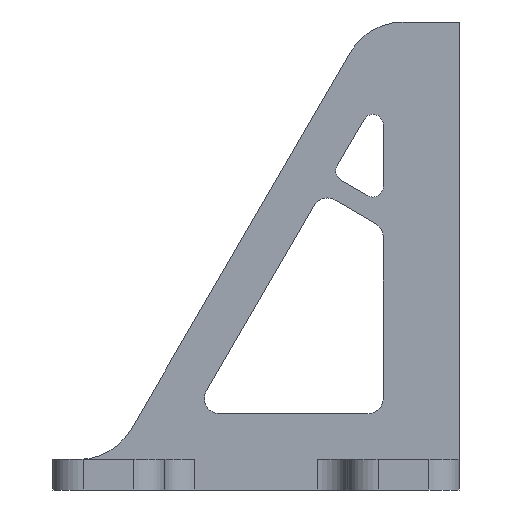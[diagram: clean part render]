
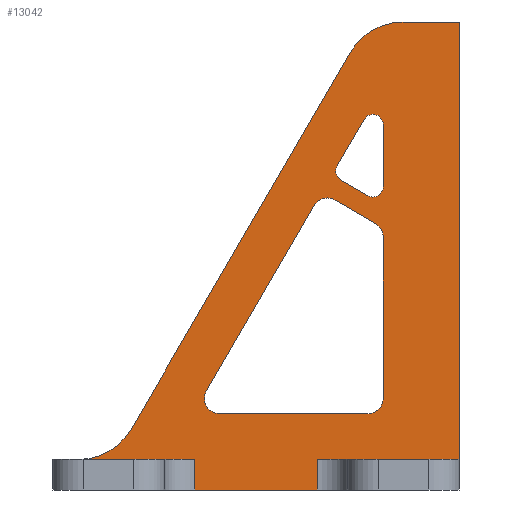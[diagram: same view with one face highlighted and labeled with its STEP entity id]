
A CAD part, front view. The second image highlights one B-rep face of the part: STEP entity #13042.
In plain terms, the highlighted planar face has unit normal (0, -1, 0).
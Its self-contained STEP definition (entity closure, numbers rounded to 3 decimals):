
#24=FACE_BOUND('',#1222,.T.);
#25=FACE_BOUND('',#1223,.T.);
#170=PLANE('',#13800);
#542=FACE_OUTER_BOUND('',#1221,.T.);
#1221=EDGE_LOOP('',(#8947,#8948,#8949,#8950,#8951,#8952,#8953,#8954,#8955,
#8956));
#1222=EDGE_LOOP('',(#8957,#8958,#8959,#8960,#8961,#8962,#8963,#8964));
#1223=EDGE_LOOP('',(#8965,#8966,#8967,#8968,#8969,#8970));
#1963=LINE('',#19008,#3315);
#1967=LINE('',#19020,#3319);
#1971=LINE('',#19037,#3323);
#1999=LINE('',#19128,#3351);
#2006=LINE('',#19146,#3358);
#2010=LINE('',#19155,#3362);
#2014=LINE('',#19161,#3366);
#2020=LINE('',#19179,#3372);
#2045=LINE('',#19269,#3397);
#2082=LINE('',#19385,#3434);
#2086=LINE('',#19397,#3438);
#2088=LINE('',#19405,#3440);
#2089=LINE('',#19409,#3441);
#2090=LINE('',#19411,#3442);
#2091=LINE('',#19412,#3443);
#3315=VECTOR('',#15009,10.);
#3319=VECTOR('',#15021,10.);
#3323=VECTOR('',#15039,10.);
#3351=VECTOR('',#15127,10.);
#3358=VECTOR('',#15142,10.);
#3362=VECTOR('',#15156,10.);
#3366=VECTOR('',#15164,10.);
#3372=VECTOR('',#15178,10.);
#3397=VECTOR('',#15251,10.);
#3434=VECTOR('',#15364,10.);
#3438=VECTOR('',#15376,10.);
#3440=VECTOR('',#15384,10.);
#3441=VECTOR('',#15387,10.);
#3442=VECTOR('',#15388,10.);
#3443=VECTOR('',#15389,10.);
#4664=CIRCLE('',#13675,1.5);
#4666=CIRCLE('',#13679,1.5);
#4667=CIRCLE('',#13682,1.5);
#4670=CIRCLE('',#13686,1.5);
#4685=CIRCLE('',#13715,1.);
#4688=CIRCLE('',#13720,1.);
#4690=CIRCLE('',#13724,1.);
#4737=CIRCLE('',#13801,6.);
#4738=CIRCLE('',#13802,6.);
#5317=VERTEX_POINT('',#18998);
#5318=VERTEX_POINT('',#19000);
#5320=VERTEX_POINT('',#19006);
#5322=VERTEX_POINT('',#19012);
#5324=VERTEX_POINT('',#19018);
#5325=VERTEX_POINT('',#19022);
#5329=VERTEX_POINT('',#19031);
#5330=VERTEX_POINT('',#19033);
#5359=VERTEX_POINT('',#19118);
#5360=VERTEX_POINT('',#19119);
#5363=VERTEX_POINT('',#19127);
#5367=VERTEX_POINT('',#19136);
#5368=VERTEX_POINT('',#19138);
#5370=VERTEX_POINT('',#19144);
#5377=VERTEX_POINT('',#19176);
#5378=VERTEX_POINT('',#19178);
#5419=VERTEX_POINT('',#19268);
#5460=VERTEX_POINT('',#19384);
#5464=VERTEX_POINT('',#19396);
#5466=VERTEX_POINT('',#19402);
#5467=VERTEX_POINT('',#19404);
#5468=VERTEX_POINT('',#19406);
#5469=VERTEX_POINT('',#19408);
#5470=VERTEX_POINT('',#19410);
#6653=EDGE_CURVE('',#5317,#5318,#4664,.T.);
#6657=EDGE_CURVE('',#5317,#5320,#1963,.T.);
#6660=EDGE_CURVE('',#5322,#5320,#4666,.T.);
#6663=EDGE_CURVE('',#5322,#5324,#1967,.T.);
#6664=EDGE_CURVE('',#5325,#5324,#4667,.T.);
#6669=EDGE_CURVE('',#5329,#5330,#4670,.T.);
#6671=EDGE_CURVE('',#5329,#5318,#1971,.T.);
#6711=EDGE_CURVE('',#5359,#5360,#4685,.T.);
#6715=EDGE_CURVE('',#5363,#5360,#1999,.T.);
#6720=EDGE_CURVE('',#5367,#5368,#4688,.T.);
#6724=EDGE_CURVE('',#5367,#5370,#2006,.T.);
#6726=EDGE_CURVE('',#5363,#5370,#4690,.T.);
#6730=EDGE_CURVE('',#5325,#5330,#2010,.T.);
#6734=EDGE_CURVE('',#5359,#5368,#2014,.T.);
#6742=EDGE_CURVE('',#5378,#5377,#2020,.T.);
#6787=EDGE_CURVE('',#5419,#5378,#2045,.T.);
#6845=EDGE_CURVE('',#5419,#5460,#2082,.T.);
#6851=EDGE_CURVE('',#5460,#5464,#2086,.T.);
#6854=EDGE_CURVE('',#5466,#5377,#4737,.T.);
#6855=EDGE_CURVE('',#5466,#5467,#2088,.T.);
#6856=EDGE_CURVE('',#5468,#5467,#4738,.T.);
#6857=EDGE_CURVE('',#5469,#5468,#2089,.T.);
#6858=EDGE_CURVE('',#5470,#5469,#2090,.T.);
#6859=EDGE_CURVE('',#5464,#5470,#2091,.T.);
#8947=ORIENTED_EDGE('',*,*,#6851,.F.);
#8948=ORIENTED_EDGE('',*,*,#6845,.F.);
#8949=ORIENTED_EDGE('',*,*,#6787,.T.);
#8950=ORIENTED_EDGE('',*,*,#6742,.T.);
#8951=ORIENTED_EDGE('',*,*,#6854,.F.);
#8952=ORIENTED_EDGE('',*,*,#6855,.T.);
#8953=ORIENTED_EDGE('',*,*,#6856,.F.);
#8954=ORIENTED_EDGE('',*,*,#6857,.F.);
#8955=ORIENTED_EDGE('',*,*,#6858,.F.);
#8956=ORIENTED_EDGE('',*,*,#6859,.F.);
#8957=ORIENTED_EDGE('',*,*,#6671,.T.);
#8958=ORIENTED_EDGE('',*,*,#6653,.F.);
#8959=ORIENTED_EDGE('',*,*,#6657,.T.);
#8960=ORIENTED_EDGE('',*,*,#6660,.F.);
#8961=ORIENTED_EDGE('',*,*,#6663,.T.);
#8962=ORIENTED_EDGE('',*,*,#6664,.F.);
#8963=ORIENTED_EDGE('',*,*,#6730,.T.);
#8964=ORIENTED_EDGE('',*,*,#6669,.F.);
#8965=ORIENTED_EDGE('',*,*,#6734,.T.);
#8966=ORIENTED_EDGE('',*,*,#6720,.F.);
#8967=ORIENTED_EDGE('',*,*,#6724,.T.);
#8968=ORIENTED_EDGE('',*,*,#6726,.F.);
#8969=ORIENTED_EDGE('',*,*,#6715,.T.);
#8970=ORIENTED_EDGE('',*,*,#6711,.F.);
#13042=ADVANCED_FACE('',(#542,#24,#25),#170,.T.);
#13675=AXIS2_PLACEMENT_3D('',#19001,#15002,#15003);
#13679=AXIS2_PLACEMENT_3D('',#19014,#15015,#15016);
#13682=AXIS2_PLACEMENT_3D('',#19023,#15024,#15025);
#13686=AXIS2_PLACEMENT_3D('',#19034,#15034,#15035);
#13715=AXIS2_PLACEMENT_3D('',#19120,#15119,#15120);
#13720=AXIS2_PLACEMENT_3D('',#19139,#15135,#15136);
#13724=AXIS2_PLACEMENT_3D('',#19149,#15147,#15148);
#13800=AXIS2_PLACEMENT_3D('',#19401,#15380,#15381);
#13801=AXIS2_PLACEMENT_3D('',#19403,#15382,#15383);
#13802=AXIS2_PLACEMENT_3D('',#19407,#15385,#15386);
#15002=DIRECTION('center_axis',(0.,-1.,0.));
#15003=DIRECTION('ref_axis',(0.707,0.,-0.707));
#15009=DIRECTION('',(-1.,0.,0.));
#15015=DIRECTION('center_axis',(0.,-1.,0.));
#15016=DIRECTION('ref_axis',(-0.867,0.,-0.499));
#15021=DIRECTION('',(0.503,0.,0.865));
#15024=DIRECTION('center_axis',(0.,-1.,0.));
#15025=DIRECTION('ref_axis',(-0.256,0.,0.967));
#15034=DIRECTION('center_axis',(0.,-1.,0.));
#15035=DIRECTION('ref_axis',(0.867,0.,0.499));
#15039=DIRECTION('',(0.,0.,-1.));
#15119=DIRECTION('center_axis',(0.,-1.,0.));
#15120=DIRECTION('ref_axis',(0.26,0.,0.966));
#15127=DIRECTION('',(0.503,0.,0.865));
#15135=DIRECTION('center_axis',(0.,-1.,0.));
#15136=DIRECTION('ref_axis',(0.499,0.,-0.867));
#15142=DIRECTION('',(-0.865,0.,0.503));
#15147=DIRECTION('center_axis',(0.,-1.,0.));
#15148=DIRECTION('ref_axis',(-0.967,0.,-0.256));
#15156=DIRECTION('',(0.865,0.,-0.503));
#15164=DIRECTION('',(0.,0.,-1.));
#15178=DIRECTION('',(-1.,0.,0.));
#15251=DIRECTION('',(0.,0.,1.));
#15364=DIRECTION('',(-1.,0.,0.));
#15376=DIRECTION('',(0.,0.,-1.));
#15380=DIRECTION('center_axis',(0.,-1.,0.));
#15381=DIRECTION('ref_axis',(0.,0.,-1.));
#15382=DIRECTION('center_axis',(0.,1.,0.));
#15383=DIRECTION('ref_axis',(-0.499,0.,0.867));
#15384=DIRECTION('',(-0.503,0.,-0.865));
#15385=DIRECTION('center_axis',(0.,-1.,0.));
#15386=DIRECTION('ref_axis',(0.499,0.,-0.867));
#15387=DIRECTION('',(-1.,0.,0.));
#15388=DIRECTION('',(0.,0.,1.));
#15389=DIRECTION('',(-1.,0.,0.));
#18998=CARTESIAN_POINT('',(-6.,-3.,4.5));
#19000=CARTESIAN_POINT('',(-4.5,-3.,6.));
#19001=CARTESIAN_POINT('Origin',(-6.,-3.,6.));
#19006=CARTESIAN_POINT('',(-20.571,-3.,4.5));
#19008=CARTESIAN_POINT('',(-9.25,-3.,4.5));
#19012=CARTESIAN_POINT('',(-21.868,-3.,6.754));
#19014=CARTESIAN_POINT('Origin',(-20.571,-3.,6.));
#19018=CARTESIAN_POINT('',(-11.285,-3.,24.956));
#19020=CARTESIAN_POINT('',(-18.326,-3.,12.847));
#19022=CARTESIAN_POINT('',(-9.235,-3.,25.499));
#19023=CARTESIAN_POINT('Origin',(-9.989,-3.,24.202));
#19031=CARTESIAN_POINT('',(-4.5,-3.,21.883));
#19033=CARTESIAN_POINT('',(-5.246,-3.,23.18));
#19034=CARTESIAN_POINT('Origin',(-6.,-3.,21.883));
#19037=CARTESIAN_POINT('',(-4.5,-3.,22.123));
#19118=CARTESIAN_POINT('',(-4.5,-3.,32.917));
#19119=CARTESIAN_POINT('',(-6.365,-3.,33.42));
#19120=CARTESIAN_POINT('Origin',(-5.5,-3.,32.917));
#19127=CARTESIAN_POINT('',(-9.024,-3.,28.846));
#19128=CARTESIAN_POINT('',(-11.5,-3.,24.588));
#19136=CARTESIAN_POINT('',(-6.003,-3.,25.933));
#19138=CARTESIAN_POINT('',(-4.5,-3.,26.798));
#19139=CARTESIAN_POINT('Origin',(-5.5,-3.,26.798));
#19144=CARTESIAN_POINT('',(-8.662,-3.,27.479));
#19146=CARTESIAN_POINT('',(-7.277,-3.,26.674));
#19149=CARTESIAN_POINT('Origin',(-8.159,-3.,28.344));
#19155=CARTESIAN_POINT('',(-10.795,-3.,26.406));
#19161=CARTESIAN_POINT('',(-4.5,-3.,29.063));
#19176=CARTESIAN_POINT('',(-2.548,-3.,43.));
#19178=CARTESIAN_POINT('',(3.,-3.,43.));
#19179=CARTESIAN_POINT('',(3.,-3.,43.));
#19268=CARTESIAN_POINT('',(3.,-3.,0.));
#19269=CARTESIAN_POINT('',(3.,-3.,0.));
#19384=CARTESIAN_POINT('',(-11.,-3.,0.));
#19385=CARTESIAN_POINT('',(-5.5,-3.,0.));
#19396=CARTESIAN_POINT('',(-11.,-3.,-3.));
#19397=CARTESIAN_POINT('',(-11.,-3.,10.75));
#19401=CARTESIAN_POINT('Origin',(-14.,-3.,21.5));
#19402=CARTESIAN_POINT('',(-7.735,-3.,40.016));
#19403=CARTESIAN_POINT('Origin',(-2.548,-3.,37.));
#19404=CARTESIAN_POINT('',(-29.265,-3.,2.984));
#19405=CARTESIAN_POINT('',(-6.,-3.,43.));
#19406=CARTESIAN_POINT('',(-34.452,-3.,0.));
#19407=CARTESIAN_POINT('Origin',(-34.452,-3.,6.));
#19408=CARTESIAN_POINT('',(-23.,-3.,0.));
#19409=CARTESIAN_POINT('',(-5.5,-3.,0.));
#19410=CARTESIAN_POINT('',(-23.,-3.,-3.));
#19411=CARTESIAN_POINT('',(-23.,-3.,10.75));
#19412=CARTESIAN_POINT('',(-11.5,-3.,-3.));
